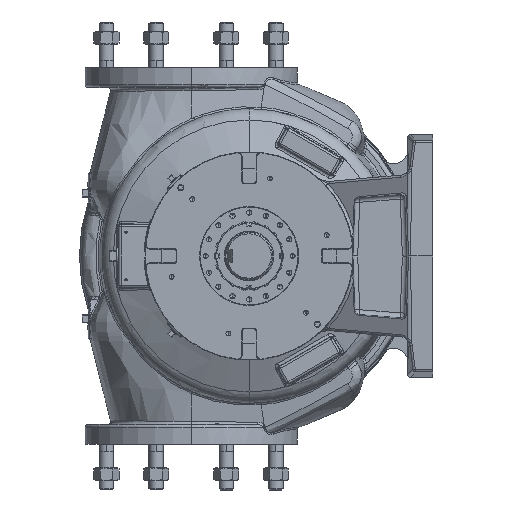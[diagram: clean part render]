
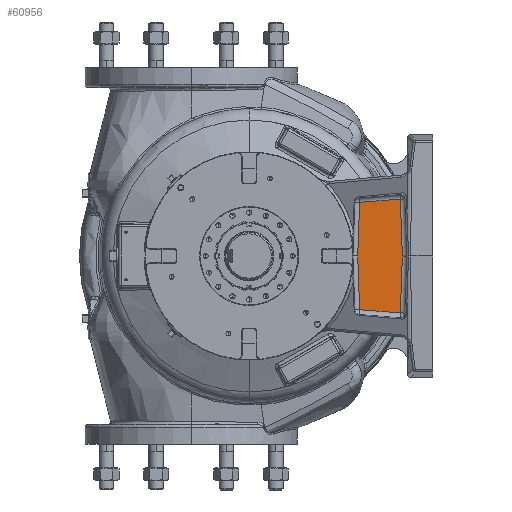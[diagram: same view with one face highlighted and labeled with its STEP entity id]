
A CAD part, left-side view. The second image highlights one B-rep face of the part: STEP entity #60956.
In plain terms, the highlighted planar face has unit normal (-1, 0, 0).
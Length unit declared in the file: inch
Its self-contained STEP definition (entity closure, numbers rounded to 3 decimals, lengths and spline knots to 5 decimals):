
#1135 = LINE ( 'NONE', #21858, #45506 ) ;
#1507 = LINE ( 'NONE', #37560, #40657 ) ;
#3079 = DIRECTION ( 'NONE',  ( 0., 0.997, 0.078 ) ) ;
#5125 = DIRECTION ( 'NONE',  ( 0., -0.997, 0.078 ) ) ;
#6386 = CARTESIAN_POINT ( 'NONE',  ( -26.0625, -7.83231, 2.94791 ) ) ;
#7057 = CARTESIAN_POINT ( 'NONE',  ( -26.0625, -7.82336, -3.20439 ) ) ;
#15415 = CARTESIAN_POINT ( 'NONE',  ( -26.0625, -4.11601, -43.23548 ) ) ;
#18771 = CARTESIAN_POINT ( 'NONE',  ( -26.0625, -5.62582, 0. ) ) ;
#21516 = PLANE ( 'NONE',  #122824 ) ;
#21858 = CARTESIAN_POINT ( 'NONE',  ( -26.0625, -2.33894, 2.51557 ) ) ;
#24725 = VERTEX_POINT ( 'NONE', #6386 ) ;
#33111 = VECTOR ( 'NONE', #35691, 39.37008 ) ;
#33307 = FACE_OUTER_BOUND ( 'NONE', #103353, .T. ) ;
#33338 = LINE ( 'NONE', #15415, #111431 ) ;
#33642 = EDGE_CURVE ( 'Defeatured_0_1682+Defeatured_0_1693+Defeatured_0_1681+Defeatured_0_1684', #184987, #194617, #147096, .T. ) ;
#34438 = ORIENTED_EDGE ( 'NONE', *, *, #142153, .F. ) ;
#35691 = DIRECTION ( 'NONE',  ( 0., -0.035, -0.999 ) ) ;
#37560 = CARTESIAN_POINT ( 'NONE',  ( -26.0625, -5.62552, 0.00857 ) ) ;
#38332 = DIRECTION ( 'NONE',  ( 0., 0., -1. ) ) ;
#40657 = VECTOR ( 'NONE', #170207, 39.37008 ) ;
#45506 = VECTOR ( 'NONE', #5125, 39.37008 ) ;
#47157 = CARTESIAN_POINT ( 'NONE',  ( -26.0625, -7.83231, -2.94791 ) ) ;
#52881 = ORIENTED_EDGE ( 'NONE', *, *, #111183, .F. ) ;
#60956 = ADVANCED_FACE ( 'Defeatured_0_1693', ( #33307 ), #21516, .F. ) ;
#68014 = ORIENTED_EDGE ( 'NONE', *, *, #33642, .F. ) ;
#68300 = LINE ( 'NONE', #102775, #107360 ) ;
#83069 = ORIENTED_EDGE ( 'NONE', *, *, #104156, .F. ) ;
#95718 = VERTEX_POINT ( 'NONE', #171166 ) ;
#101311 = EDGE_CURVE ( 'Defeatured_0_1687+Defeatured_0_1693+Defeatured_0_1684+Defeatured_0_1689', #194617, #160808, #68300, .T. ) ;
#101793 = CARTESIAN_POINT ( 'NONE',  ( -26.0625, -9.44304, -43.17717 ) ) ;
#102775 = CARTESIAN_POINT ( 'NONE',  ( -26.0625, -5.50437, -2.76469 ) ) ;
#103353 = EDGE_LOOP ( 'NONE', ( #184127, #52881, #83069, #198849, #68014, #34438 ) ) ;
#104156 = EDGE_CURVE ( 'Defeatured_0_1692+Defeatured_0_1693+Defeatured_0_1689+Defeatured_0_1690', #160808, #204602, #1507, .T. ) ;
#107360 = VECTOR ( 'NONE', #3079, 39.37008 ) ;
#111183 = EDGE_CURVE ( 'Defeatured_0_1690+Defeatured_0_1693+Defeatured_0_1692+Defeatured_0_1688', #204602, #95718, #33338, .T. ) ;
#111431 = VECTOR ( 'NONE', #182322, 39.37008 ) ;
#122824 = AXIS2_PLACEMENT_3D ( 'NONE', #170239, #138078, #38332 ) ;
#123539 = DIRECTION ( 'NONE',  ( 0., 0.035, -0.999 ) ) ;
#138078 = DIRECTION ( 'NONE',  ( 1., 0., 0. ) ) ;
#141899 = VECTOR ( 'NONE', #123539, 39.37008 ) ;
#142153 = EDGE_CURVE ( 'Defeatured_0_1681+Defeatured_0_1693+Defeatured_0_1683+Defeatured_0_1682', #24725, #184987, #205250, .T. ) ;
#147096 = LINE ( 'NONE', #7057, #141899 ) ;
#155996 = CARTESIAN_POINT ( 'NONE',  ( -26.0625, -7.93526, 0. ) ) ;
#160808 = VERTEX_POINT ( 'NONE', #170682 ) ;
#170207 = DIRECTION ( 'NONE',  ( 0., 0.035, 0.999 ) ) ;
#170239 = CARTESIAN_POINT ( 'NONE',  ( -26.0625, -5.94465, -43.29934 ) ) ;
#170682 = CARTESIAN_POINT ( 'NONE',  ( -26.0625, -5.72297, -2.7819 ) ) ;
#171166 = CARTESIAN_POINT ( 'NONE',  ( -26.0625, -5.72297, 2.7819 ) ) ;
#182322 = DIRECTION ( 'NONE',  ( 0., -0.035, 0.999 ) ) ;
#184127 = ORIENTED_EDGE ( 'NONE', *, *, #193773, .F. ) ;
#184987 = VERTEX_POINT ( 'NONE', #155996 ) ;
#193773 = EDGE_CURVE ( 'Defeatured_0_1685+Defeatured_0_1693+Defeatured_0_1688+Defeatured_0_1683', #95718, #24725, #1135, .T. ) ;
#194617 = VERTEX_POINT ( 'NONE', #47157 ) ;
#198849 = ORIENTED_EDGE ( 'NONE', *, *, #101311, .F. ) ;
#204602 = VERTEX_POINT ( 'NONE', #18771 ) ;
#205250 = LINE ( 'NONE', #101793, #33111 ) ;
